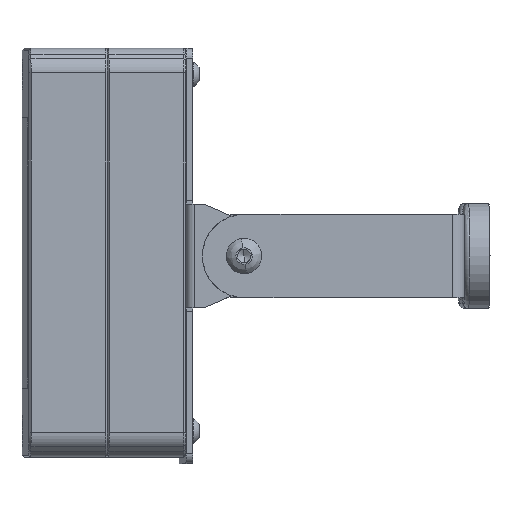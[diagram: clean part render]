
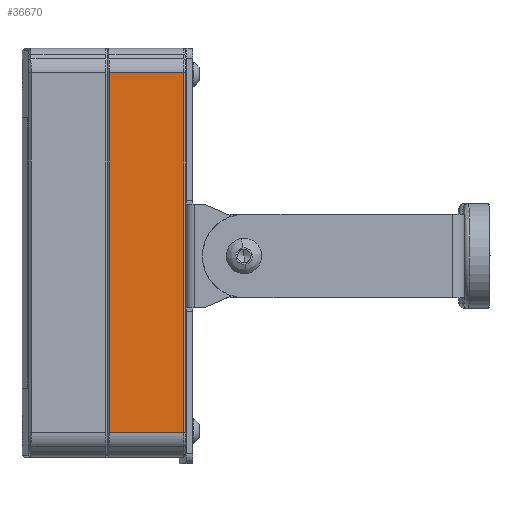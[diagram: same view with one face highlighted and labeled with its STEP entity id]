
A CAD part, left-side view. The second image highlights one B-rep face of the part: STEP entity #36670.
In plain terms, the highlighted planar face has unit normal (-1, -0.017, 0).
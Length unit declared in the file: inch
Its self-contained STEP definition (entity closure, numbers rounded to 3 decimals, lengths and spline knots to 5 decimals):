
#13198=DIRECTION('',(0.,0.,1.));
#13199=VECTOR('',#13198,4.33175);
#13200=CARTESIAN_POINT('',(-2.47811,0.96653,
-2.08025));
#13201=LINE('',#13200,#13199);
#13206=DIRECTION('',(0.,0.,-1.));
#13207=VECTOR('',#13206,4.33175);
#13208=CARTESIAN_POINT('',(-2.49343,1.86653,
2.25148));
#13209=LINE('',#13208,#13207);
#13268=DIRECTION('',(0.017,-1.,0.));
#13269=VECTOR('',#13268,0.9);
#13270=CARTESIAN_POINT('',(-2.49343,1.8664,
-2.08027));
#13271=LINE('',#13270,#13269);
#13488=DIRECTION('',(-0.017,1.,0.));
#13489=VECTOR('',#13488,0.9);
#13490=CARTESIAN_POINT('',(-2.47812,0.96666,
2.25151));
#13491=LINE('',#13490,#13489);
#16598=CARTESIAN_POINT('',(-2.47811,0.96653,
-2.08025));
#16600=VERTEX_POINT('',#16598);
#16627=CARTESIAN_POINT('',(-2.47812,0.96666,
2.25151));
#16628=VERTEX_POINT('',#16627);
#16629=CARTESIAN_POINT('',(-2.49343,1.86653,
2.25148));
#16630=CARTESIAN_POINT('',(-2.49343,1.8664,
-2.08027));
#16631=VERTEX_POINT('',#16629);
#16632=VERTEX_POINT('',#16630);
#36656=CARTESIAN_POINT('',(-2.47769,0.94153,
-2.375));
#36657=DIRECTION('',(-1.,-0.017,0.));
#36658=DIRECTION('',(0.,0.,1.));
#36659=AXIS2_PLACEMENT_3D('',#36656,#36657,#36658);
#36660=PLANE('',#36659);
#36662=ORIENTED_EDGE('',*,*,#36661,.F.);
#36664=ORIENTED_EDGE('',*,*,#36663,.F.);
#36665=ORIENTED_EDGE('',*,*,#36649,.F.);
#36667=ORIENTED_EDGE('',*,*,#36666,.F.);
#36668=EDGE_LOOP('',(#36662,#36664,#36665,#36667));
#36669=FACE_OUTER_BOUND('',#36668,.F.);
#36649=EDGE_CURVE('',#16600,#16628,#13201,.T.);
#36661=EDGE_CURVE('',#16631,#16632,#13209,.T.);
#36663=EDGE_CURVE('',#16628,#16631,#13491,.T.);
#36666=EDGE_CURVE('',#16632,#16600,#13271,.T.);
#36670=ADVANCED_FACE('',(#36669),#36660,.T.);
